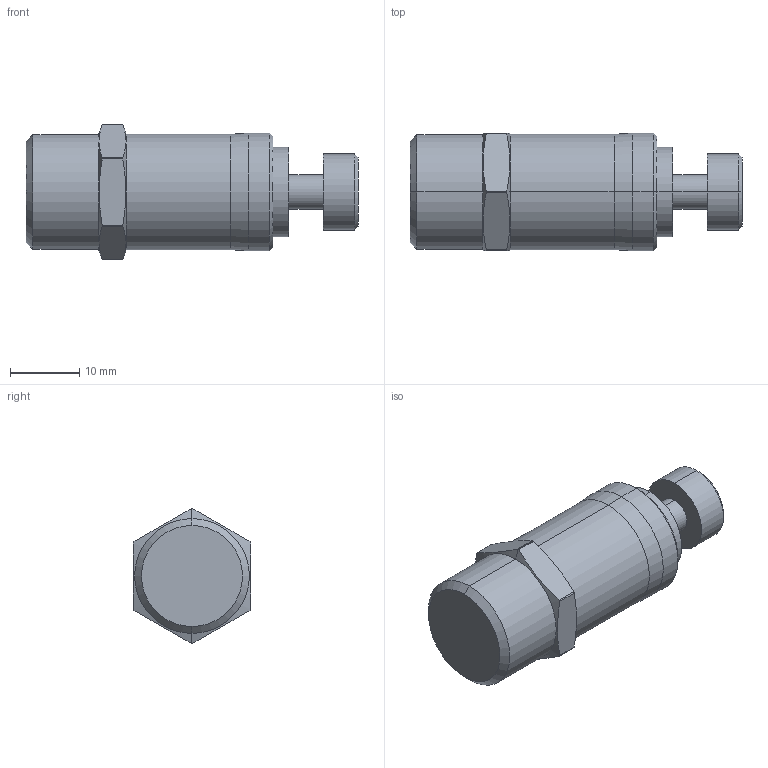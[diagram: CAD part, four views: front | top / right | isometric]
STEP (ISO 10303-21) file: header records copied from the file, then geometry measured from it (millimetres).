
FILE_DESCRIPTION (( 'STEP AP214' ), '1' );
FILE_NAME ('AZ-SVL4.STEP', '2018-08-27T11:57:22', ( '' ), ( '' ), 'SwSTEP 2.0', 'SolidWorks 2018', '' );
FILE_SCHEMA (( 'AUTOMOTIVE_DESIGN' ));
Length unit declared in the file: millimetre
Products named in the file (1): AZ-SVL4
Bounding box: 48 x 17 x 19.5 mm (x, y, z)
Volume: 8788.1 mm3; surface area: 2823.1 mm2
Topology: 1 solids, 1 shells, 42 faces, 95 edges, 58 vertices
Faces by surface type: cylinder 19, cone 12, plane 11
Entity records: 1397 total; most frequent: CARTESIAN_POINT 296, DIRECTION 215, ORIENTED_EDGE 190, EDGE_CURVE 95, AXIS2_PLACEMENT_3D 89, VERTEX_POINT 58, CIRCLE 46, EDGE_LOOP 45
